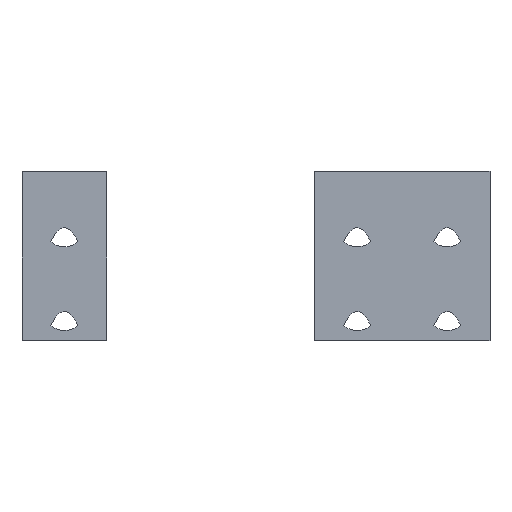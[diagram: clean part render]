
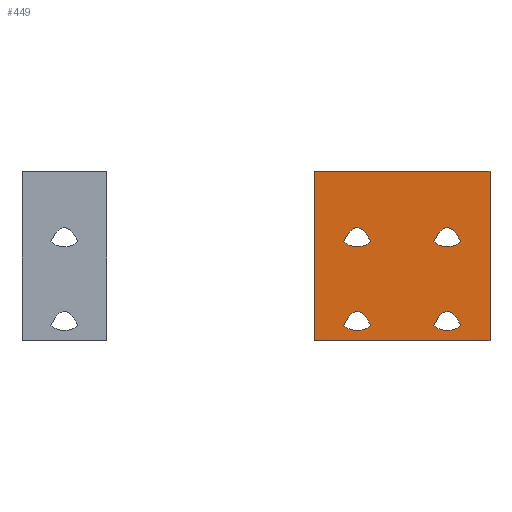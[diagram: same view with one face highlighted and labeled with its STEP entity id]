
A CAD part, top view. The second image highlights one B-rep face of the part: STEP entity #449.
In plain terms, the highlighted planar face has unit normal (0, 0, 1).
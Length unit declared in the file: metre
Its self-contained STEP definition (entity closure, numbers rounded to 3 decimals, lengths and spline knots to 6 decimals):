
#18=CIRCLE('',#492,0.0045);
#20=CIRCLE('',#496,0.0045);
#22=CIRCLE('',#499,0.0045);
#24=CIRCLE('',#502,0.0045);
#43=PLANE('',#505);
#64=LINE('',#721,#100);
#68=LINE('',#730,#104);
#71=LINE('',#736,#107);
#78=LINE('',#785,#114);
#100=VECTOR('',#556,1.);
#104=VECTOR('',#562,1.);
#107=VECTOR('',#567,1.);
#114=VECTOR('',#582,1.);
#224=ORIENTED_EDGE('',*,*,#282,.T.);
#225=ORIENTED_EDGE('',*,*,#292,.T.);
#226=ORIENTED_EDGE('',*,*,#278,.T.);
#227=ORIENTED_EDGE('',*,*,#290,.T.);
#228=ORIENTED_EDGE('',*,*,#268,.T.);
#229=ORIENTED_EDGE('',*,*,#288,.T.);
#230=ORIENTED_EDGE('',*,*,#275,.F.);
#231=ORIENTED_EDGE('',*,*,#272,.F.);
#232=ORIENTED_EDGE('',*,*,#264,.T.);
#233=ORIENTED_EDGE('',*,*,#286,.T.);
#234=ORIENTED_EDGE('',*,*,#260,.T.);
#235=ORIENTED_EDGE('',*,*,#294,.T.);
#260=EDGE_CURVE('',#312,#313,#340,.T.);
#264=EDGE_CURVE('',#316,#317,#342,.T.);
#268=EDGE_CURVE('',#320,#321,#64,.T.);
#272=EDGE_CURVE('',#320,#324,#68,.T.);
#275=EDGE_CURVE('',#324,#326,#71,.T.);
#278=EDGE_CURVE('',#328,#329,#344,.T.);
#282=EDGE_CURVE('',#332,#333,#346,.T.);
#286=EDGE_CURVE('',#317,#316,#18,.T.);
#288=EDGE_CURVE('',#321,#326,#78,.T.);
#290=EDGE_CURVE('',#329,#328,#20,.T.);
#292=EDGE_CURVE('',#333,#332,#22,.T.);
#294=EDGE_CURVE('',#313,#312,#24,.T.);
#312=VERTEX_POINT('',#691);
#313=VERTEX_POINT('',#692);
#316=VERTEX_POINT('',#711);
#317=VERTEX_POINT('',#712);
#320=VERTEX_POINT('',#722);
#321=VERTEX_POINT('',#723);
#324=VERTEX_POINT('',#731);
#326=VERTEX_POINT('',#737);
#328=VERTEX_POINT('',#752);
#329=VERTEX_POINT('',#753);
#332=VERTEX_POINT('',#772);
#333=VERTEX_POINT('',#773);
#340=B_SPLINE_CURVE_WITH_KNOTS('',2,(#688,#689,#690),.UNSPECIFIED.,.F.,
 .F.,(3,3),(0.,1.),.PIECEWISE_BEZIER_KNOTS.);
#342=B_SPLINE_CURVE_WITH_KNOTS('',2,(#708,#709,#710),.UNSPECIFIED.,.F.,
 .F.,(3,3),(0.,1.),.PIECEWISE_BEZIER_KNOTS.);
#344=B_SPLINE_CURVE_WITH_KNOTS('',2,(#749,#750,#751),.UNSPECIFIED.,.F.,
 .F.,(3,3),(0.,1.),.PIECEWISE_BEZIER_KNOTS.);
#346=B_SPLINE_CURVE_WITH_KNOTS('',2,(#769,#770,#771),.UNSPECIFIED.,.F.,
 .F.,(3,3),(0.,1.),.PIECEWISE_BEZIER_KNOTS.);
#379=EDGE_LOOP('',(#224,#225));
#380=EDGE_LOOP('',(#226,#227));
#381=EDGE_LOOP('',(#228,#229,#230,#231));
#382=EDGE_LOOP('',(#232,#233));
#383=EDGE_LOOP('',(#234,#235));
#415=FACE_BOUND('',#379,.T.);
#416=FACE_BOUND('',#380,.T.);
#417=FACE_BOUND('',#381,.T.);
#418=FACE_BOUND('',#382,.T.);
#419=FACE_BOUND('',#383,.T.);
#449=ADVANCED_FACE('',(#415,#416,#417,#418,#419),#43,.F.);
#492=AXIS2_PLACEMENT_3D('',#782,#576,#577);
#496=AXIS2_PLACEMENT_3D('',#788,#586,#587);
#499=AXIS2_PLACEMENT_3D('',#791,#592,#593);
#502=AXIS2_PLACEMENT_3D('',#794,#598,#599);
#505=AXIS2_PLACEMENT_3D('',#797,#604,#605);
#556=DIRECTION('',(1.,0.,0.));
#562=DIRECTION('',(0.,1.,0.));
#567=DIRECTION('',(1.,0.,0.));
#576=DIRECTION('',(0.,0.,-1.));
#577=DIRECTION('',(-1.,0.,0.));
#582=DIRECTION('',(0.,1.,0.));
#586=DIRECTION('',(0.,0.,-1.));
#587=DIRECTION('',(-1.,0.,0.));
#592=DIRECTION('',(0.,0.,-1.));
#593=DIRECTION('',(-1.,0.,0.));
#598=DIRECTION('',(0.,0.,-1.));
#599=DIRECTION('',(-1.,0.,0.));
#604=DIRECTION('',(0.,0.,-1.));
#605=DIRECTION('',(1.,0.,0.));
#688=CARTESIAN_POINT('',(0.012002,-0.006103,0.));
#689=CARTESIAN_POINT('',(0.015,0.,0.));
#690=CARTESIAN_POINT('',(0.017998,-0.006103,0.));
#691=CARTESIAN_POINT('',(0.012002,-0.006103,0.));
#692=CARTESIAN_POINT('',(0.017998,-0.006103,0.));
#708=CARTESIAN_POINT('',(0.032002,-0.006103,0.));
#709=CARTESIAN_POINT('',(0.035,0.,0.));
#710=CARTESIAN_POINT('',(0.037998,-0.006103,0.));
#711=CARTESIAN_POINT('',(0.032002,-0.006103,0.));
#712=CARTESIAN_POINT('',(0.037998,-0.006103,0.));
#721=CARTESIAN_POINT('',(0.025,-0.0095,0.));
#722=CARTESIAN_POINT('',(0.0055,-0.0095,0.));
#723=CARTESIAN_POINT('',(0.0445,-0.0095,0.));
#730=CARTESIAN_POINT('',(0.0055,0.0093,0.));
#731=CARTESIAN_POINT('',(0.0055,0.0281,0.));
#736=CARTESIAN_POINT('',(0.025,0.0281,0.));
#737=CARTESIAN_POINT('',(0.0445,0.0281,0.));
#749=CARTESIAN_POINT('',(0.032002,0.012497,0.));
#750=CARTESIAN_POINT('',(0.035,0.0186,0.));
#751=CARTESIAN_POINT('',(0.037998,0.012497,0.));
#752=CARTESIAN_POINT('',(0.032002,0.012497,0.));
#753=CARTESIAN_POINT('',(0.037998,0.012497,0.));
#769=CARTESIAN_POINT('',(0.012002,0.012497,0.));
#770=CARTESIAN_POINT('',(0.015,0.0186,0.));
#771=CARTESIAN_POINT('',(0.017998,0.012497,0.));
#772=CARTESIAN_POINT('',(0.012002,0.012497,0.));
#773=CARTESIAN_POINT('',(0.017998,0.012497,0.));
#782=CARTESIAN_POINT('',(0.035,-0.002748,0.));
#785=CARTESIAN_POINT('',(0.0445,0.0093,0.));
#788=CARTESIAN_POINT('',(0.035,0.015852,0.));
#791=CARTESIAN_POINT('',(0.015,0.015852,0.));
#794=CARTESIAN_POINT('',(0.015,-0.002748,0.));
#797=CARTESIAN_POINT('',(-0.00745,0.0093,0.));
